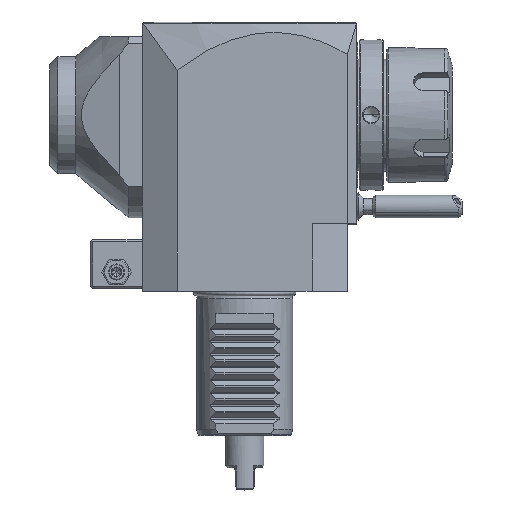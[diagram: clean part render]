
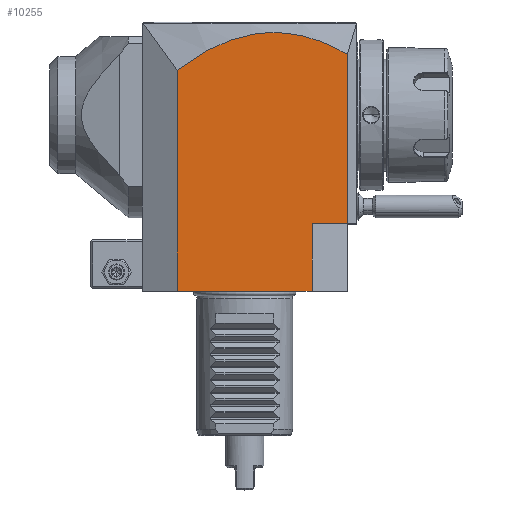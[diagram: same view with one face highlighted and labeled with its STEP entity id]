
A CAD part, top view. The second image highlights one B-rep face of the part: STEP entity #10255.
In plain terms, the highlighted planar face has unit normal (0, 0, 1).
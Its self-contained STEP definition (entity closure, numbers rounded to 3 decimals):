
#5=DIRECTION('',(-1.,0.,0.));
#6=VECTOR('',#5,42.);
#7=CARTESIAN_POINT('',(21.,0.,32.));
#8=LINE('',#7,#6);
#53=DIRECTION('',(0.,-1.,0.));
#54=VECTOR('',#53,68.907);
#55=CARTESIAN_POINT('',(-21.,68.907,32.));
#56=LINE('',#55,#54);
#78=CARTESIAN_POINT('',(-21.,68.907,32.));
#79=CARTESIAN_POINT('',(-16.774,72.25,32.));
#80=CARTESIAN_POINT('',(-8.233,77.551,32.));
#81=CARTESIAN_POINT('',(2.677,80.613,32.));
#82=CARTESIAN_POINT('',(11.551,80.816,32.));
#83=CARTESIAN_POINT('',(18.282,79.806,32.));
#84=CARTESIAN_POINT('',(25.093,77.588,32.));
#85=CARTESIAN_POINT('',(29.688,75.266,32.));
#86=CARTESIAN_POINT('',(32.,73.883,32.));
#88=DIRECTION('',(0.,-1.,0.));
#89=VECTOR('',#88,52.883);
#90=CARTESIAN_POINT('',(32.,73.883,32.));
#91=LINE('',#90,#89);
#100=DIRECTION('',(0.,1.,0.));
#101=VECTOR('',#100,21.);
#102=CARTESIAN_POINT('',(21.,0.,32.));
#103=LINE('',#102,#101);
#112=DIRECTION('',(1.,0.,0.));
#113=VECTOR('',#112,11.);
#114=CARTESIAN_POINT('',(21.,21.,32.));
#115=LINE('',#114,#113);
#9549=VERTEX_POINT('',#78);
#9550=VERTEX_POINT('',#86);
#9551=CARTESIAN_POINT('',(32.,21.,32.));
#9552=VERTEX_POINT('',#9551);
#9606=CARTESIAN_POINT('',(21.,21.,32.));
#9607=VERTEX_POINT('',#9606);
#9985=CARTESIAN_POINT('',(-21.,0.,32.));
#9987=VERTEX_POINT('',#9985);
#9999=CARTESIAN_POINT('',(21.,0.,32.));
#10000=VERTEX_POINT('',#9999);
#10238=CARTESIAN_POINT('',(-35.103,21.,32.));
#10239=DIRECTION('',(0.,0.,1.));
#10240=DIRECTION('',(1.,0.,0.));
#10241=AXIS2_PLACEMENT_3D('',#10238,#10239,#10240);
#10242=PLANE('',#10241);
#10244=ORIENTED_EDGE('',*,*,#10243,.F.);
#10245=ORIENTED_EDGE('',*,*,#10184,.T.);
#10246=ORIENTED_EDGE('',*,*,#10224,.F.);
#10248=ORIENTED_EDGE('',*,*,#10247,.T.);
#10250=ORIENTED_EDGE('',*,*,#10249,.T.);
#10252=ORIENTED_EDGE('',*,*,#10251,.F.);
#10253=EDGE_LOOP('',(#10244,#10245,#10246,#10248,#10250,#10252));
#10254=FACE_OUTER_BOUND('',#10253,.F.);
#87=B_SPLINE_CURVE_WITH_KNOTS('',3,(#78,#79,#80,#81,#82,#83,#84,#85,#86),
.UNSPECIFIED.,.F.,.F.,(4,1,1,1,1,1,4),(0.,0.25,0.5,0.625,0.75,0.875,
1.),.UNSPECIFIED.);
#10184=EDGE_CURVE('',#10000,#9987,#8,.T.);
#10224=EDGE_CURVE('',#9549,#9987,#56,.T.);
#10243=EDGE_CURVE('',#10000,#9607,#103,.T.);
#10247=EDGE_CURVE('',#9549,#9550,#87,.T.);
#10249=EDGE_CURVE('',#9550,#9552,#91,.T.);
#10251=EDGE_CURVE('',#9607,#9552,#115,.T.);
#10255=ADVANCED_FACE('',(#10254),#10242,.T.);
